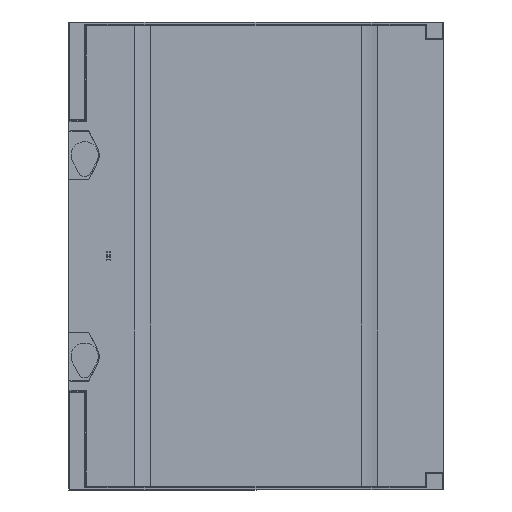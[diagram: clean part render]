
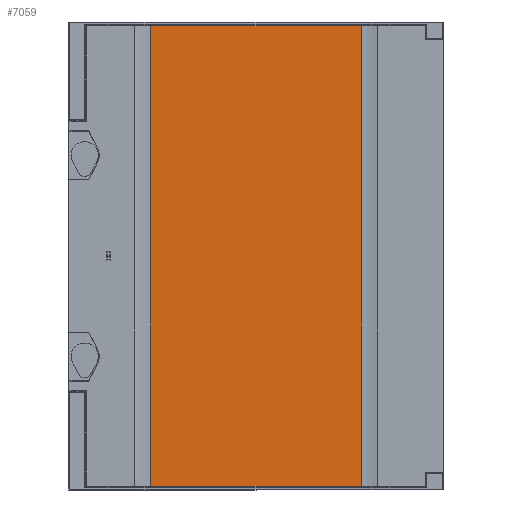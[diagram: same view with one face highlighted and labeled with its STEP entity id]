
A CAD part, top view. The second image highlights one B-rep face of the part: STEP entity #7059.
In plain terms, the highlighted planar face has unit normal (0, 0, 1).
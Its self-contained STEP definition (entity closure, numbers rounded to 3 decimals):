
#1105 = EDGE_CURVE ( 'NONE', #2703, #30791, #47788, .T. ) ;
#1300 = CARTESIAN_POINT ( 'NONE',  ( 312.224, 274., 178. ) ) ;
#2106 = EDGE_CURVE ( 'NONE', #2703, #61343, #59769, .T. ) ;
#2703 = VERTEX_POINT ( 'NONE', #39475 ) ;
#4276 = VECTOR ( 'NONE', #5750, 1000. ) ;
#5256 = VECTOR ( 'NONE', #40699, 1000. ) ;
#5750 = DIRECTION ( 'NONE',  ( 0., -1., 0. ) ) ;
#6444 = DIRECTION ( 'NONE',  ( 0., 0., 1. ) ) ;
#6727 = CARTESIAN_POINT ( 'NONE',  ( 312.224, 269.85, 178. ) ) ;
#7059 = ADVANCED_FACE ( 'NONE', ( #34417 ), #54998, .T. ) ;
#7992 = EDGE_CURVE ( 'NONE', #52711, #30791, #50037, .T. ) ;
#11266 = VECTOR ( 'NONE', #65467, 1000. ) ;
#13107 = ORIENTED_EDGE ( 'NONE', *, *, #2106, .T. ) ;
#14086 = LINE ( 'NONE', #68356, #5256 ) ;
#20848 = DIRECTION ( 'NONE',  ( -1., 0., 0. ) ) ;
#21915 = CARTESIAN_POINT ( 'NONE',  ( 312.224, -221.85, 178. ) ) ;
#27009 = CARTESIAN_POINT ( 'NONE',  ( 87.776, -226., 178. ) ) ;
#30791 = VERTEX_POINT ( 'NONE', #31940 ) ;
#31940 = CARTESIAN_POINT ( 'NONE',  ( 87.776, -221.85, 178. ) ) ;
#32704 = ORIENTED_EDGE ( 'NONE', *, *, #1105, .F. ) ;
#33593 = ORIENTED_EDGE ( 'NONE', *, *, #64115, .T. ) ;
#34097 = CARTESIAN_POINT ( 'NONE',  ( 200., 24., 178. ) ) ;
#34417 = FACE_OUTER_BOUND ( 'NONE', #60629, .T. ) ;
#34771 = DIRECTION ( 'NONE',  ( -1., 0., 0. ) ) ;
#39475 = CARTESIAN_POINT ( 'NONE',  ( 312.224, -221.85, 178. ) ) ;
#40699 = DIRECTION ( 'NONE',  ( -1., 0., 0. ) ) ;
#41487 = AXIS2_PLACEMENT_3D ( 'NONE', #34097, #6444, #34771 ) ;
#47788 = LINE ( 'NONE', #21915, #54336 ) ;
#50037 = LINE ( 'NONE', #27009, #4276 ) ;
#52711 = VERTEX_POINT ( 'NONE', #55608 ) ;
#54336 = VECTOR ( 'NONE', #20848, 1000. ) ;
#54998 = PLANE ( 'NONE',  #41487 ) ;
#55608 = CARTESIAN_POINT ( 'NONE',  ( 87.776, 269.85, 178. ) ) ;
#58208 = ORIENTED_EDGE ( 'NONE', *, *, #7992, .T. ) ;
#59769 = LINE ( 'NONE', #1300, #11266 ) ;
#60629 = EDGE_LOOP ( 'NONE', ( #58208, #32704, #13107, #33593 ) ) ;
#61343 = VERTEX_POINT ( 'NONE', #6727 ) ;
#64115 = EDGE_CURVE ( 'NONE', #61343, #52711, #14086, .T. ) ;
#65467 = DIRECTION ( 'NONE',  ( 0., 1., 0. ) ) ;
#68356 = CARTESIAN_POINT ( 'NONE',  ( 312.224, 269.85, 178. ) ) ;
